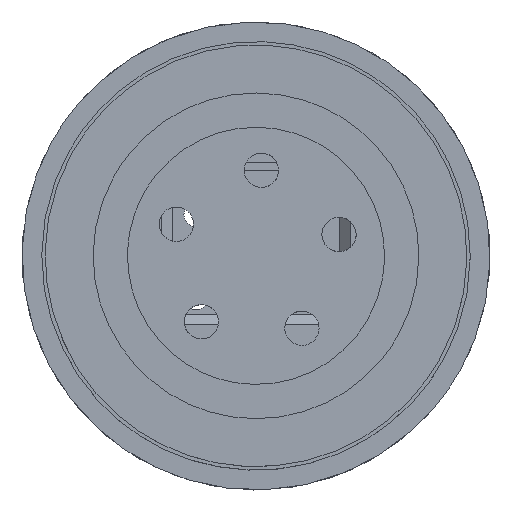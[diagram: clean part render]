
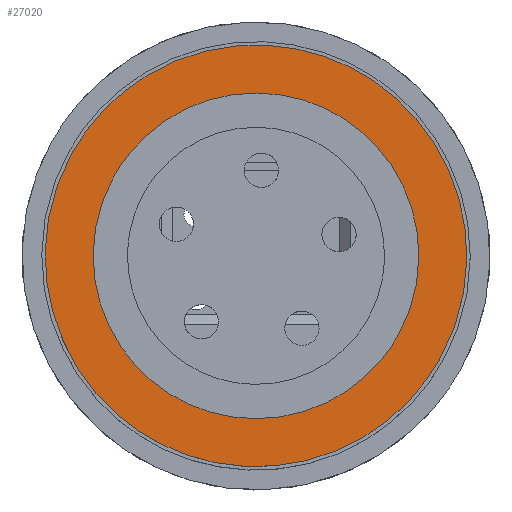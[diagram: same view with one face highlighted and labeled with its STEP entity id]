
A CAD part, top view. The second image highlights one B-rep face of the part: STEP entity #27020.
In plain terms, the highlighted free-form (B-spline) face has degree [1, 1] with [2, 2] control points.
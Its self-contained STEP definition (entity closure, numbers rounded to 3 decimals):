
#26887 = VERTEX_POINT('',#26888);
#26888 = CARTESIAN_POINT('',(-119.005,65.863,
    88.768));
#26895 = VERTEX_POINT('',#26896);
#26896 = CARTESIAN_POINT('',(119.005,-65.863,
    88.768));
#26901 = EDGE_CURVE('',#26895,#26887,#26902,.T.);
#26902 = ( BOUNDED_CURVE() B_SPLINE_CURVE(2,(#26903,#26904,#26905,#26906
,#26907),.UNSPECIFIED.,.F.,.F.) B_SPLINE_CURVE_WITH_KNOTS((3,2,3),(
    5.212,6.783,8.354),
.PIECEWISE_BEZIER_KNOTS.) CURVE() GEOMETRIC_REPRESENTATION_ITEM() 
RATIONAL_B_SPLINE_CURVE((1.,0.707,1.,0.707,1.)) 
REPRESENTATION_ITEM('') );
#26903 = CARTESIAN_POINT('',(119.005,-65.863,
    88.768));
#26904 = CARTESIAN_POINT('',(184.867,53.142,
    88.768));
#26905 = CARTESIAN_POINT('',(65.863,119.005,
    88.768));
#26906 = CARTESIAN_POINT('',(-53.142,184.867,
    88.768));
#26907 = CARTESIAN_POINT('',(-119.005,65.863,
    88.768));
#26926 = EDGE_CURVE('',#26887,#26895,#26927,.T.);
#26927 = ( BOUNDED_CURVE() B_SPLINE_CURVE(2,(#26928,#26929,#26930,#26931
,#26932),.UNSPECIFIED.,.F.,.F.) B_SPLINE_CURVE_WITH_KNOTS((3,2,3),(
    2.071,3.642,5.212),
.PIECEWISE_BEZIER_KNOTS.) CURVE() GEOMETRIC_REPRESENTATION_ITEM() 
RATIONAL_B_SPLINE_CURVE((1.,0.707,1.,0.707,1.)) 
REPRESENTATION_ITEM('') );
#26928 = CARTESIAN_POINT('',(-119.005,65.863,
    88.768));
#26929 = CARTESIAN_POINT('',(-184.867,-53.142,
    88.768));
#26930 = CARTESIAN_POINT('',(-65.863,-119.005,
    88.768));
#26931 = CARTESIAN_POINT('',(53.142,-184.867,
    88.768));
#26932 = CARTESIAN_POINT('',(119.005,-65.863,
    88.768));
#27020 = ADVANCED_FACE('',(#27021,#27043),#27047,.T.);
#27021 = FACE_BOUND('',#27022,.T.);
#27022 = EDGE_LOOP('',(#27023,#27035));
#27023 = ORIENTED_EDGE('',*,*,#27024,.T.);
#27024 = EDGE_CURVE('',#27025,#27027,#27029,.T.);
#27025 = VERTEX_POINT('',#27026);
#27026 = CARTESIAN_POINT('',(154.08,-85.275,
    88.768));
#27027 = VERTEX_POINT('',#27028);
#27028 = CARTESIAN_POINT('',(-154.08,85.275,
    88.768));
#27029 = ( BOUNDED_CURVE() B_SPLINE_CURVE(2,(#27030,#27031,#27032,#27033
,#27034),.UNSPECIFIED.,.F.,.F.) B_SPLINE_CURVE_WITH_KNOTS((3,2,3),(
    5.212,6.783,8.354),
.PIECEWISE_BEZIER_KNOTS.) CURVE() GEOMETRIC_REPRESENTATION_ITEM() 
RATIONAL_B_SPLINE_CURVE((1.,0.707,1.,0.707,1.)) 
REPRESENTATION_ITEM('') );
#27030 = CARTESIAN_POINT('',(154.08,-85.275,
    88.768));
#27031 = CARTESIAN_POINT('',(239.355,68.805,
    88.768));
#27032 = CARTESIAN_POINT('',(85.275,154.08,
    88.768));
#27033 = CARTESIAN_POINT('',(-68.805,239.355,
    88.768));
#27034 = CARTESIAN_POINT('',(-154.08,85.275,
    88.768));
#27035 = ORIENTED_EDGE('',*,*,#27036,.T.);
#27036 = EDGE_CURVE('',#27027,#27025,#27037,.T.);
#27037 = ( BOUNDED_CURVE() B_SPLINE_CURVE(2,(#27038,#27039,#27040,#27041
,#27042),.UNSPECIFIED.,.F.,.F.) B_SPLINE_CURVE_WITH_KNOTS((3,2,3),(
    2.071,3.642,5.212),
.PIECEWISE_BEZIER_KNOTS.) CURVE() GEOMETRIC_REPRESENTATION_ITEM() 
RATIONAL_B_SPLINE_CURVE((1.,0.707,1.,0.707,1.)) 
REPRESENTATION_ITEM('') );
#27038 = CARTESIAN_POINT('',(-154.08,85.275,
    88.768));
#27039 = CARTESIAN_POINT('',(-239.355,-68.805,
    88.768));
#27040 = CARTESIAN_POINT('',(-85.275,-154.08,
    88.768));
#27041 = CARTESIAN_POINT('',(68.805,-239.355,
    88.768));
#27042 = CARTESIAN_POINT('',(154.08,-85.275,
    88.768));
#27043 = FACE_BOUND('',#27044,.T.);
#27044 = EDGE_LOOP('',(#27045,#27046));
#27045 = ORIENTED_EDGE('',*,*,#26926,.F.);
#27046 = ORIENTED_EDGE('',*,*,#26901,.F.);
#27047 = B_SPLINE_SURFACE_WITH_KNOTS('',1,1,(
    (#27048,#27049)
    ,(#27050,#27051
  )),.UNSPECIFIED.,.F.,.F.,.F.,(2,2),(2,2),(-123.,123.),(-218.,28.),
  .PIECEWISE_BEZIER_KNOTS.);
#27048 = CARTESIAN_POINT('',(-54.371,-243.04,
    88.768));
#27049 = CARTESIAN_POINT('',(-243.04,54.371,
    88.768));
#27050 = CARTESIAN_POINT('',(243.04,-54.371,
    88.768));
#27051 = CARTESIAN_POINT('',(54.371,243.04,
    88.768));
